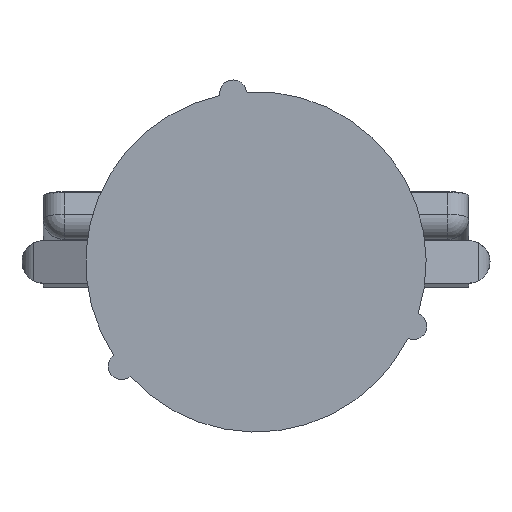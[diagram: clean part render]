
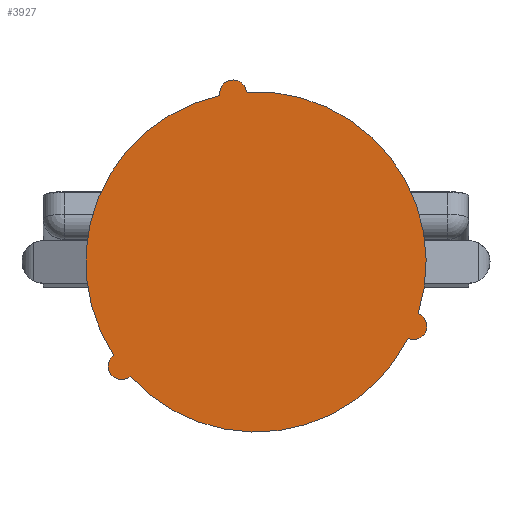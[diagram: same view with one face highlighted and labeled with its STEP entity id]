
A CAD part, front view. The second image highlights one B-rep face of the part: STEP entity #3927.
In plain terms, the highlighted planar face has unit normal (0, -1, 0).
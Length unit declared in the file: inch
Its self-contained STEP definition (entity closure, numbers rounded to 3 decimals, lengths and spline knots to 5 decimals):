
#116 = DIRECTION ( 'NONE',  ( 0., -1., 0. ) ) ;
#129 = DIRECTION ( 'NONE',  ( -1., 0., 0. ) ) ;
#168 = EDGE_CURVE ( 'NONE', #3072, #891, #213, .T. ) ;
#213 = CIRCLE ( 'NONE', #2343, 0.3125 ) ;
#225 = DIRECTION ( 'NONE',  ( 0., 1., 0. ) ) ;
#296 = CIRCLE ( 'NONE', #757, 4. ) ;
#297 = DIRECTION ( 'NONE',  ( 0., 1., 0. ) ) ;
#402 = CARTESIAN_POINT ( 'NONE',  ( -2.26432, 0., 3.2974 ) ) ;
#425 = DIRECTION ( 'NONE',  ( 1., 0., 0. ) ) ;
#427 = DIRECTION ( 'NONE',  ( 0., 1., 0. ) ) ;
#431 = ORIENTED_EDGE ( 'NONE', *, *, #2619, .F. ) ;
#505 = ORIENTED_EDGE ( 'NONE', *, *, #1361, .T. ) ;
#524 = AXIS2_PLACEMENT_3D ( 'NONE', #2345, #4816, #129 ) ;
#580 = CARTESIAN_POINT ( 'NONE',  ( -2.26432, 0., -3.2974 ) ) ;
#594 = VERTEX_POINT ( 'NONE', #402 ) ;
#660 = DIRECTION ( 'NONE',  ( -1., 0., 0. ) ) ;
#708 = CARTESIAN_POINT ( 'NONE',  ( 4., 0., 0. ) ) ;
#757 = AXIS2_PLACEMENT_3D ( 'NONE', #5937, #297, #4898 ) ;
#782 = CARTESIAN_POINT ( 'NONE',  ( 4., 0., 0. ) ) ;
#800 = DIRECTION ( 'NONE',  ( 0., -1., 0. ) ) ;
#851 = AXIS2_PLACEMENT_3D ( 'NONE', #4831, #225, #660 ) ;
#852 = DIRECTION ( 'NONE',  ( 1., 0., 0. ) ) ;
#877 = CIRCLE ( 'NONE', #5852, 4. ) ;
#891 = VERTEX_POINT ( 'NONE', #2517 ) ;
#1136 = CARTESIAN_POINT ( 'NONE',  ( 0., 0., 0. ) ) ;
#1196 = DIRECTION ( 'NONE',  ( 1., 0., 0. ) ) ;
#1208 = EDGE_LOOP ( 'NONE', ( #431, #2182, #4667, #505, #5512, #4660, #1443, #3176 ) ) ;
#1361 = EDGE_CURVE ( 'NONE', #1839, #2232, #2265, .T. ) ;
#1413 = CARTESIAN_POINT ( 'NONE',  ( 4.3125, 0., 0. ) ) ;
#1443 = ORIENTED_EDGE ( 'NONE', *, *, #3359, .T. ) ;
#1564 = EDGE_CURVE ( 'NONE', #2451, #594, #2284, .T. ) ;
#1590 = EDGE_CURVE ( 'NONE', #4434, #4834, #296, .T. ) ;
#1839 = VERTEX_POINT ( 'NONE', #3585 ) ;
#1962 = DIRECTION ( 'NONE',  ( -1., 0., 0. ) ) ;
#2068 = AXIS2_PLACEMENT_3D ( 'NONE', #708, #3863, #1196 ) ;
#2182 = ORIENTED_EDGE ( 'NONE', *, *, #168, .T. ) ;
#2232 = VERTEX_POINT ( 'NONE', #1413 ) ;
#2265 = CIRCLE ( 'NONE', #2068, 0.3125 ) ;
#2284 = CIRCLE ( 'NONE', #4615, 4. ) ;
#2342 = DIRECTION ( 'NONE',  ( 0., 1., 0. ) ) ;
#2343 = AXIS2_PLACEMENT_3D ( 'NONE', #5753, #116, #852 ) ;
#2345 = CARTESIAN_POINT ( 'NONE',  ( 0., 0., 0. ) ) ;
#2451 = VERTEX_POINT ( 'NONE', #3856 ) ;
#2499 = EDGE_CURVE ( 'NONE', #1839, #891, #3953, .T. ) ;
#2517 = CARTESIAN_POINT ( 'NONE',  ( -1.72347, 0., -3.60966 ) ) ;
#2585 = DIRECTION ( 'NONE',  ( 0., -1., 0. ) ) ;
#2619 = EDGE_CURVE ( 'NONE', #3072, #2451, #877, .T. ) ;
#3072 = VERTEX_POINT ( 'NONE', #580 ) ;
#3176 = ORIENTED_EDGE ( 'NONE', *, *, #1564, .F. ) ;
#3359 = EDGE_CURVE ( 'NONE', #4434, #594, #5729, .T. ) ;
#3585 = CARTESIAN_POINT ( 'NONE',  ( 3.98779, 0., -0.31226 ) ) ;
#3773 = AXIS2_PLACEMENT_3D ( 'NONE', #5993, #800, #425 ) ;
#3856 = CARTESIAN_POINT ( 'NONE',  ( -4., 0., 0. ) ) ;
#3863 = DIRECTION ( 'NONE',  ( 0., -1., 0. ) ) ;
#3927 = ADVANCED_FACE ( 'NONE', ( #4835 ), #4383, .F. ) ;
#3953 = CIRCLE ( 'NONE', #524, 4. ) ;
#4057 = CARTESIAN_POINT ( 'NONE',  ( 3.98779, 0., 0.31226 ) ) ;
#4383 = PLANE ( 'NONE',  #851 ) ;
#4408 = AXIS2_PLACEMENT_3D ( 'NONE', #782, #2585, #5856 ) ;
#4434 = VERTEX_POINT ( 'NONE', #4786 ) ;
#4615 = AXIS2_PLACEMENT_3D ( 'NONE', #5724, #2342, #1962 ) ;
#4660 = ORIENTED_EDGE ( 'NONE', *, *, #1590, .F. ) ;
#4667 = ORIENTED_EDGE ( 'NONE', *, *, #2499, .F. ) ;
#4786 = CARTESIAN_POINT ( 'NONE',  ( -1.72347, 0., 3.60966 ) ) ;
#4816 = DIRECTION ( 'NONE',  ( 0., 1., 0. ) ) ;
#4831 = CARTESIAN_POINT ( 'NONE',  ( 0., 0., 0. ) ) ;
#4834 = VERTEX_POINT ( 'NONE', #4057 ) ;
#4835 = FACE_OUTER_BOUND ( 'NONE', #1208, .T. ) ;
#4898 = DIRECTION ( 'NONE',  ( -1., 0., 0. ) ) ;
#5198 = CIRCLE ( 'NONE', #4408, 0.3125 ) ;
#5401 = EDGE_CURVE ( 'NONE', #2232, #4834, #5198, .T. ) ;
#5512 = ORIENTED_EDGE ( 'NONE', *, *, #5401, .T. ) ;
#5724 = CARTESIAN_POINT ( 'NONE',  ( 0., 0., 0. ) ) ;
#5729 = CIRCLE ( 'NONE', #3773, 0.3125 ) ;
#5753 = CARTESIAN_POINT ( 'NONE',  ( -2., 0., -3.4641 ) ) ;
#5852 = AXIS2_PLACEMENT_3D ( 'NONE', #1136, #427, #5854 ) ;
#5854 = DIRECTION ( 'NONE',  ( -1., 0., 0. ) ) ;
#5856 = DIRECTION ( 'NONE',  ( 1., 0., 0. ) ) ;
#5937 = CARTESIAN_POINT ( 'NONE',  ( 0., 0., 0. ) ) ;
#5993 = CARTESIAN_POINT ( 'NONE',  ( -2., 0., 3.4641 ) ) ;
